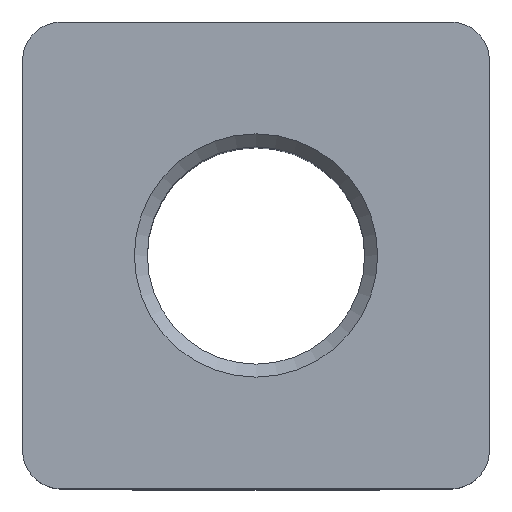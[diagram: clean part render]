
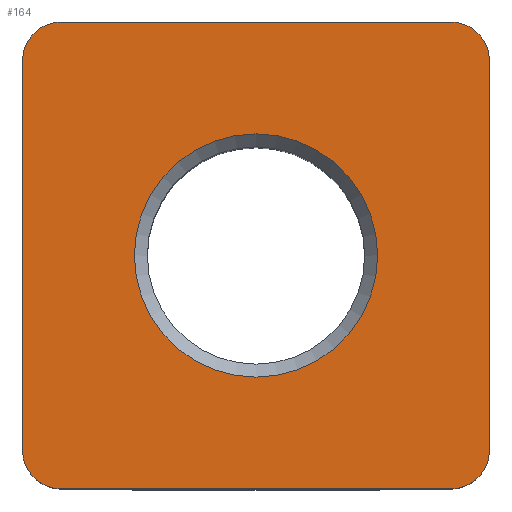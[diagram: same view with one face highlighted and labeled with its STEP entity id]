
A CAD part, top view. The second image highlights one B-rep face of the part: STEP entity #164.
In plain terms, the highlighted planar face has unit normal (0, 0, 1).
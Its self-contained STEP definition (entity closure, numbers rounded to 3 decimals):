
#164 = ADVANCED_FACE( '', ( #379, #380 ), #381, .T. );
#379 = FACE_BOUND( '', #646, .T. );
#380 = FACE_OUTER_BOUND( '', #647, .T. );
#381 = PLANE( '', #648 );
#646 = EDGE_LOOP( '', ( #1067 ) );
#647 = EDGE_LOOP( '', ( #1068, #1069, #1070, #1071, #1072, #1073, #1074, #1075 ) );
#648 = AXIS2_PLACEMENT_3D( '', #1076, #1077, #1078 );
#1067 = ORIENTED_EDGE( '', *, *, #1682, .T. );
#1068 = ORIENTED_EDGE( '', *, *, #1683, .T. );
#1069 = ORIENTED_EDGE( '', *, *, #1684, .T. );
#1070 = ORIENTED_EDGE( '', *, *, #1685, .T. );
#1071 = ORIENTED_EDGE( '', *, *, #1642, .T. );
#1072 = ORIENTED_EDGE( '', *, *, #1652, .T. );
#1073 = ORIENTED_EDGE( '', *, *, #1686, .T. );
#1074 = ORIENTED_EDGE( '', *, *, #1573, .T. );
#1075 = ORIENTED_EDGE( '', *, *, #1687, .T. );
#1076 = CARTESIAN_POINT( '', ( 0., 0., 23. ) );
#1077 = DIRECTION( '', ( 0., 0., 1. ) );
#1078 = DIRECTION( '', ( 1., 0., 0. ) );
#1573 = EDGE_CURVE( '', #1878, #1876, #1879, .T. );
#1642 = EDGE_CURVE( '', #1994, #1995, #1996, .T. );
#1652 = EDGE_CURVE( '', #1995, #2008, #2010, .T. );
#1682 = EDGE_CURVE( '', #2055, #2055, #2056, .F. );
#1683 = EDGE_CURVE( '', #2057, #2058, #2059, .T. );
#1684 = EDGE_CURVE( '', #2058, #2060, #2061, .T. );
#1685 = EDGE_CURVE( '', #2060, #1994, #2062, .T. );
#1686 = EDGE_CURVE( '', #2008, #1878, #2063, .T. );
#1687 = EDGE_CURVE( '', #1876, #2057, #2064, .T. );
#1876 = VERTEX_POINT( '', #2313 );
#1878 = VERTEX_POINT( '', #2316 );
#1879 = LINE( '', #2317, #2318 );
#1994 = VERTEX_POINT( '', #2481 );
#1995 = VERTEX_POINT( '', #2482 );
#1996 = CIRCLE( '', #2483, 1.5 );
#2008 = VERTEX_POINT( '', #2500 );
#2010 = LINE( '', #2503, #2504 );
#2055 = VERTEX_POINT( '', #2565 );
#2056 = CIRCLE( '', #2566, 4.688 );
#2057 = VERTEX_POINT( '', #2567 );
#2058 = VERTEX_POINT( '', #2568 );
#2059 = LINE( '', #2569, #2570 );
#2060 = VERTEX_POINT( '', #2571 );
#2061 = CIRCLE( '', #2572, 1.5 );
#2062 = LINE( '', #2573, #2574 );
#2063 = CIRCLE( '', #2575, 1.5 );
#2064 = CIRCLE( '', #2576, 1.5 );
#2313 = CARTESIAN_POINT( '', ( -7.5, 9., 23. ) );
#2316 = CARTESIAN_POINT( '', ( 7.5, 9., 23. ) );
#2317 = CARTESIAN_POINT( '', ( 9., 9., 23. ) );
#2318 = VECTOR( '', #2856, 1000. );
#2481 = CARTESIAN_POINT( '', ( 7.5, -9., 23. ) );
#2482 = CARTESIAN_POINT( '', ( 9., -7.5, 23. ) );
#2483 = AXIS2_PLACEMENT_3D( '', #2923, #2924, #2925 );
#2500 = CARTESIAN_POINT( '', ( 9., 7.5, 23. ) );
#2503 = CARTESIAN_POINT( '', ( 9., -9., 23. ) );
#2504 = VECTOR( '', #2935, 1000. );
#2565 = CARTESIAN_POINT( '', ( 4.688, 0., 23. ) );
#2566 = AXIS2_PLACEMENT_3D( '', #2970, #2971, #2972 );
#2567 = CARTESIAN_POINT( '', ( -9., 7.5, 23. ) );
#2568 = CARTESIAN_POINT( '', ( -9., -7.5, 23. ) );
#2569 = CARTESIAN_POINT( '', ( -9., 9., 23. ) );
#2570 = VECTOR( '', #2973, 1000. );
#2571 = CARTESIAN_POINT( '', ( -7.5, -9., 23. ) );
#2572 = AXIS2_PLACEMENT_3D( '', #2974, #2975, #2976 );
#2573 = CARTESIAN_POINT( '', ( -9., -9., 23. ) );
#2574 = VECTOR( '', #2977, 1000. );
#2575 = AXIS2_PLACEMENT_3D( '', #2978, #2979, #2980 );
#2576 = AXIS2_PLACEMENT_3D( '', #2981, #2982, #2983 );
#2856 = DIRECTION( '', ( -1., 0., 0. ) );
#2923 = CARTESIAN_POINT( '', ( 7.5, -7.5, 23. ) );
#2924 = DIRECTION( '', ( 0., 0., 1. ) );
#2925 = DIRECTION( '', ( 1., 0., 0. ) );
#2935 = DIRECTION( '', ( 0., 1., 0. ) );
#2970 = CARTESIAN_POINT( '', ( 0., 0., 23. ) );
#2971 = DIRECTION( '', ( 0., 0., 1. ) );
#2972 = DIRECTION( '', ( 1., 0., 0. ) );
#2973 = DIRECTION( '', ( 0., -1., 0. ) );
#2974 = CARTESIAN_POINT( '', ( -7.5, -7.5, 23. ) );
#2975 = DIRECTION( '', ( 0., 0., 1. ) );
#2976 = DIRECTION( '', ( 1., 0., 0. ) );
#2977 = DIRECTION( '', ( 1., 0., 0. ) );
#2978 = CARTESIAN_POINT( '', ( 7.5, 7.5, 23. ) );
#2979 = DIRECTION( '', ( 0., 0., 1. ) );
#2980 = DIRECTION( '', ( 1., 0., 0. ) );
#2981 = CARTESIAN_POINT( '', ( -7.5, 7.5, 23. ) );
#2982 = DIRECTION( '', ( 0., 0., 1. ) );
#2983 = DIRECTION( '', ( 1., 0., 0. ) );
